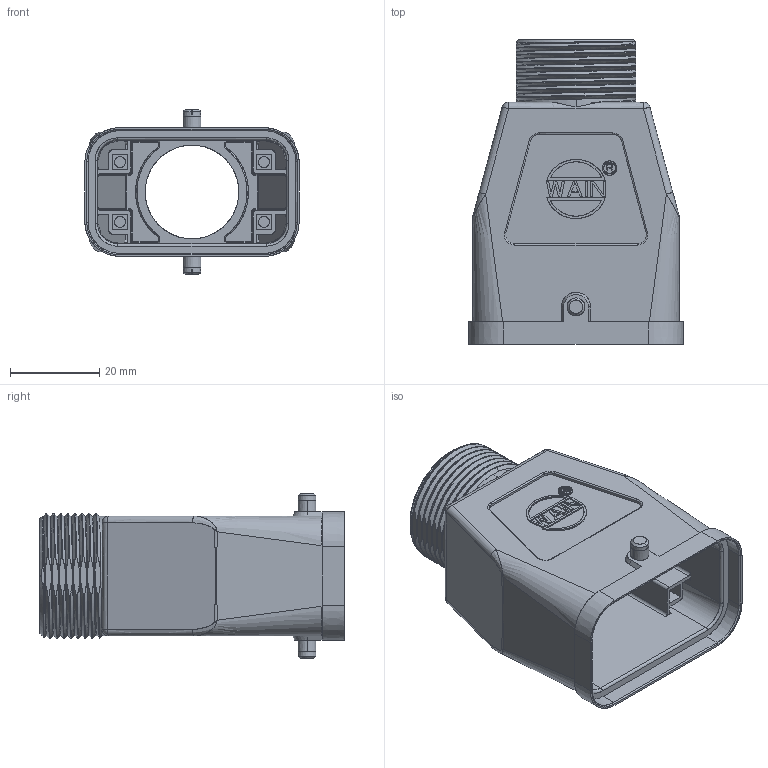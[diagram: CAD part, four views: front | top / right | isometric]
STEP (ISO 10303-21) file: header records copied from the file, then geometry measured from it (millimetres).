
FILE_DESCRIPTION(/* description */ (''),/* implementation_level */ '2;1');
FILE_NAME(/* name */ '3D_1300084101011_HC.P-TE-2B-PG21_V1.0_stp.stp',/* time_stamp */ '2023-11-29T13:26:40+08:00',/* author */ (''),/* organization */ (''),/* preprocessor_version */ 'ST-DEVELOPER v18.1',/* originating_system */ 'SIEMENS PLM Software NX 1980',/* authorisation */ '');
FILE_SCHEMA (('AUTOMOTIVE_DESIGN { 1 0 10303 214 3 1 1 1 }'));
Products named in the file (1): 13913F28A091v61g
Bounding box: 48 x 68.2 x 37 mm (x, y, z)
Surface area: 23032.3 mm2 (no closed solid volume)
Topology: 0 solids, 900 shells, 900 faces, 4806 edges, 4798 vertices
Faces by surface type: plane 627, bspline 229, cylinder 24, torus 12, sphere 8
Entity records: 70558 total; most frequent: CARTESIAN_POINT 33326, ORIENTED_EDGE 4790, VERTEX_POINT 4790, EDGE_CURVE 4790, DIRECTION 3547, B_SPLINE_CURVE_WITH_KNOTS 2612, LINE 2039, VECTOR 2039
